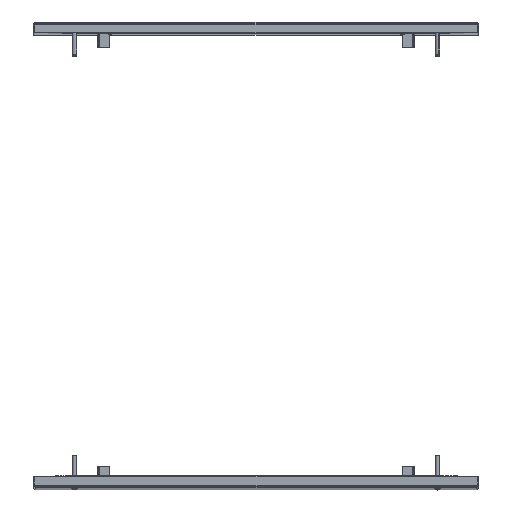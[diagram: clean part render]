
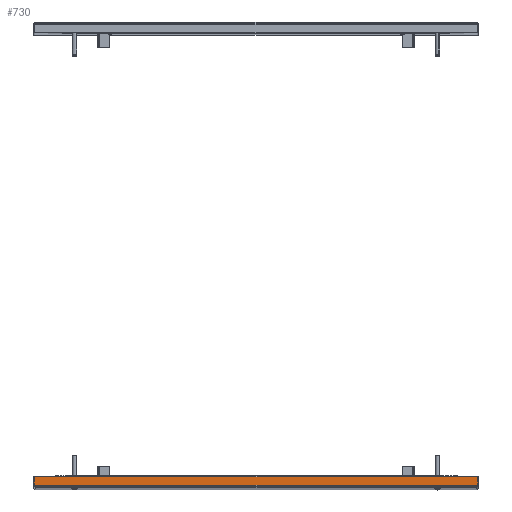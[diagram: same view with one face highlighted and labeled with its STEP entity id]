
A CAD part, top view. The second image highlights one B-rep face of the part: STEP entity #730.
In plain terms, the highlighted planar face has unit normal (0, 0, 1).
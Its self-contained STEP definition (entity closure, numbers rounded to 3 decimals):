
#457 = VERTEX_POINT ( 'NONE', #5397 ) ;
#584 = CARTESIAN_POINT ( 'NONE',  ( -610., 14., 1003.5 ) ) ;
#730 = ADVANCED_FACE ( 'NONE', ( #4452 ), #5203, .T. ) ;
#748 = VECTOR ( 'NONE', #1390, 1000. ) ;
#751 = VERTEX_POINT ( 'NONE', #7274 ) ;
#783 = VECTOR ( 'NONE', #4071, 1000. ) ;
#818 = AXIS2_PLACEMENT_3D ( 'NONE', #7370, #4356, #8705 ) ;
#891 = CARTESIAN_POINT ( 'NONE',  ( -607.2, 14., 1003.5 ) ) ;
#1177 = ORIENTED_EDGE ( 'NONE', *, *, #8720, .F. ) ;
#1181 = CARTESIAN_POINT ( 'NONE',  ( 0., 2.8, 1003.5 ) ) ;
#1258 = ORIENTED_EDGE ( 'NONE', *, *, #2643, .F. ) ;
#1357 = EDGE_CURVE ( 'NONE', #7285, #751, #5302, .T. ) ;
#1390 = DIRECTION ( 'NONE',  ( -1., 0., 0. ) ) ;
#1465 = DIRECTION ( 'NONE',  ( 1., 0., 0. ) ) ;
#1921 = EDGE_CURVE ( 'NONE', #2962, #5715, #6170, .T. ) ;
#2643 = EDGE_CURVE ( 'NONE', #2815, #457, #7870, .T. ) ;
#2815 = VERTEX_POINT ( 'NONE', #5646 ) ;
#2962 = VERTEX_POINT ( 'NONE', #5124 ) ;
#3580 = CARTESIAN_POINT ( 'NONE',  ( 0., 2.8, 1003.5 ) ) ;
#3704 = ORIENTED_EDGE ( 'NONE', *, *, #1921, .F. ) ;
#4008 = CARTESIAN_POINT ( 'NONE',  ( -607.2, 2.8, 1003.5 ) ) ;
#4071 = DIRECTION ( 'NONE',  ( 1., 0., 0. ) ) ;
#4181 = VECTOR ( 'NONE', #7688, 1000. ) ;
#4349 = LINE ( 'NONE', #6557, #5768 ) ;
#4356 = DIRECTION ( 'NONE',  ( 0., 0., 1. ) ) ;
#4452 = FACE_OUTER_BOUND ( 'NONE', #4727, .T. ) ;
#4502 = EDGE_CURVE ( 'NONE', #5715, #7285, #4934, .T. ) ;
#4727 = EDGE_LOOP ( 'NONE', ( #5469, #8826, #3704, #5895, #1258, #1177 ) ) ;
#4934 = LINE ( 'NONE', #6918, #5645 ) ;
#5074 = VECTOR ( 'NONE', #1465, 1000. ) ;
#5124 = CARTESIAN_POINT ( 'NONE',  ( -607.2, 2.8, 1003.5 ) ) ;
#5203 = PLANE ( 'NONE',  #818 ) ;
#5302 = LINE ( 'NONE', #891, #5074 ) ;
#5397 = CARTESIAN_POINT ( 'NONE',  ( -2.8, 2.8, 1003.5 ) ) ;
#5469 = ORIENTED_EDGE ( 'NONE', *, *, #1357, .F. ) ;
#5538 = CARTESIAN_POINT ( 'NONE',  ( -610., 2.8, 1003.5 ) ) ;
#5638 = EDGE_CURVE ( 'NONE', #2962, #457, #8333, .T. ) ;
#5645 = VECTOR ( 'NONE', #7015, 1000. ) ;
#5646 = CARTESIAN_POINT ( 'NONE',  ( 0., 2.8, 1003.5 ) ) ;
#5715 = VERTEX_POINT ( 'NONE', #5538 ) ;
#5768 = VECTOR ( 'NONE', #7224, 1000. ) ;
#5895 = ORIENTED_EDGE ( 'NONE', *, *, #5638, .T. ) ;
#6170 = LINE ( 'NONE', #4008, #4181 ) ;
#6557 = CARTESIAN_POINT ( 'NONE',  ( 0., 14., 1003.5 ) ) ;
#6918 = CARTESIAN_POINT ( 'NONE',  ( -610., 2.8, 1003.5 ) ) ;
#7015 = DIRECTION ( 'NONE',  ( 0., 1., 0. ) ) ;
#7224 = DIRECTION ( 'NONE',  ( 0., -1., 0. ) ) ;
#7274 = CARTESIAN_POINT ( 'NONE',  ( 0., 14., 1003.5 ) ) ;
#7285 = VERTEX_POINT ( 'NONE', #584 ) ;
#7370 = CARTESIAN_POINT ( 'NONE',  ( 0., 0., 1003.5 ) ) ;
#7688 = DIRECTION ( 'NONE',  ( -1., 0., 0. ) ) ;
#7870 = LINE ( 'NONE', #3580, #748 ) ;
#8333 = LINE ( 'NONE', #1181, #783 ) ;
#8705 = DIRECTION ( 'NONE',  ( 1., 0., 0. ) ) ;
#8720 = EDGE_CURVE ( 'NONE', #751, #2815, #4349, .T. ) ;
#8826 = ORIENTED_EDGE ( 'NONE', *, *, #4502, .F. ) ;
